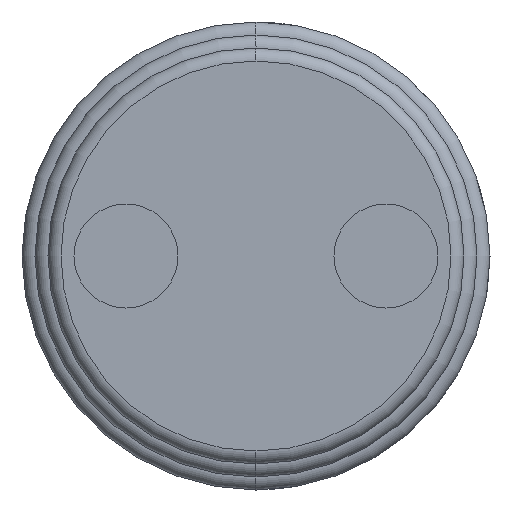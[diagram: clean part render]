
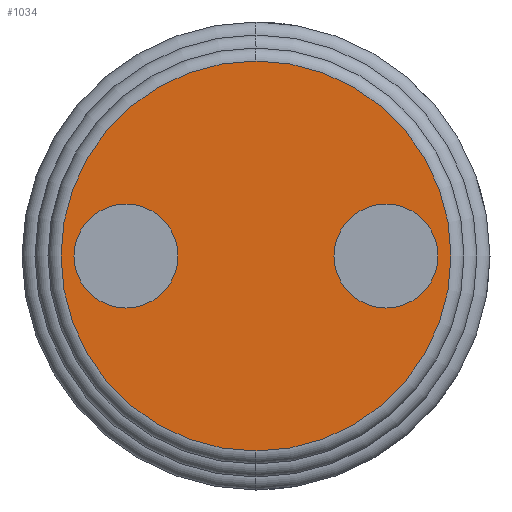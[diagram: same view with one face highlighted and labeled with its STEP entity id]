
A CAD part, left-side view. The second image highlights one B-rep face of the part: STEP entity #1034.
In plain terms, the highlighted planar face has unit normal (-1, 0, 0).
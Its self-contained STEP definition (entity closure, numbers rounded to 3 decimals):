
#418=CARTESIAN_POINT('',(-87.,0.,0.));
#419=DIRECTION('',(-1.,0.,0.));
#420=DIRECTION('',(0.,0.,1.));
#421=AXIS2_PLACEMENT_3D('',#418,#419,#420);
#426=CARTESIAN_POINT('',(-87.,0.,0.));
#427=DIRECTION('',(-1.,0.,0.));
#428=DIRECTION('',(0.,0.,-1.));
#429=AXIS2_PLACEMENT_3D('',#426,#427,#428);
#434=CARTESIAN_POINT('',(-87.,-5.,0.));
#435=DIRECTION('',(-1.,0.,0.));
#436=DIRECTION('',(0.,1.,0.));
#437=AXIS2_PLACEMENT_3D('',#434,#435,#436);
#442=CARTESIAN_POINT('',(-87.,-5.,0.));
#443=DIRECTION('',(-1.,0.,0.));
#444=DIRECTION('',(0.,-1.,0.));
#445=AXIS2_PLACEMENT_3D('',#442,#443,#444);
#450=CARTESIAN_POINT('',(-87.,5.,0.));
#451=DIRECTION('',(-1.,0.,0.));
#452=DIRECTION('',(0.,1.,0.));
#453=AXIS2_PLACEMENT_3D('',#450,#451,#452);
#458=CARTESIAN_POINT('',(-87.,5.,0.));
#459=DIRECTION('',(-1.,0.,0.));
#460=DIRECTION('',(0.,-1.,0.));
#461=AXIS2_PLACEMENT_3D('',#458,#459,#460);
#562=CARTESIAN_POINT('',(-87.,0.,7.5));
#563=CARTESIAN_POINT('',(-87.,0.,-7.5));
#564=VERTEX_POINT('',#562);
#565=VERTEX_POINT('',#563);
#594=CARTESIAN_POINT('',(-87.,-3.,0.));
#595=CARTESIAN_POINT('',(-87.,-7.,0.));
#596=VERTEX_POINT('',#594);
#597=VERTEX_POINT('',#595);
#602=CARTESIAN_POINT('',(-87.,7.,0.));
#603=CARTESIAN_POINT('',(-87.,3.,0.));
#604=VERTEX_POINT('',#602);
#605=VERTEX_POINT('',#603);
#1012=CARTESIAN_POINT('',(-87.,0.,0.));
#1013=DIRECTION('',(1.,0.,0.));
#1014=DIRECTION('',(0.,0.,1.));
#1015=AXIS2_PLACEMENT_3D('',#1012,#1013,#1014);
#1016=PLANE('',#1015);
#1018=ORIENTED_EDGE('',*,*,#1017,.F.);
#1019=ORIENTED_EDGE('',*,*,#1002,.F.);
#1020=EDGE_LOOP('',(#1018,#1019));
#1021=FACE_OUTER_BOUND('',#1020,.F.);
#1023=ORIENTED_EDGE('',*,*,#1022,.T.);
#1025=ORIENTED_EDGE('',*,*,#1024,.T.);
#1026=EDGE_LOOP('',(#1023,#1025));
#1027=FACE_BOUND('',#1026,.F.);
#1029=ORIENTED_EDGE('',*,*,#1028,.T.);
#1031=ORIENTED_EDGE('',*,*,#1030,.T.);
#1032=EDGE_LOOP('',(#1029,#1031));
#1033=FACE_BOUND('',#1032,.F.);
#1034=ADVANCED_FACE('',(#1021,#1027,#1033),#1016,.F.);
#422=CIRCLE('',#421,7.5);
#430=CIRCLE('',#429,7.5);
#438=CIRCLE('',#437,2.);
#446=CIRCLE('',#445,2.);
#454=CIRCLE('',#453,2.);
#462=CIRCLE('',#461,2.);
#1002=EDGE_CURVE('',#565,#564,#430,.T.);
#1017=EDGE_CURVE('',#564,#565,#422,.T.);
#1022=EDGE_CURVE('',#596,#597,#438,.T.);
#1024=EDGE_CURVE('',#597,#596,#446,.T.);
#1028=EDGE_CURVE('',#604,#605,#454,.T.);
#1030=EDGE_CURVE('',#605,#604,#462,.T.);
